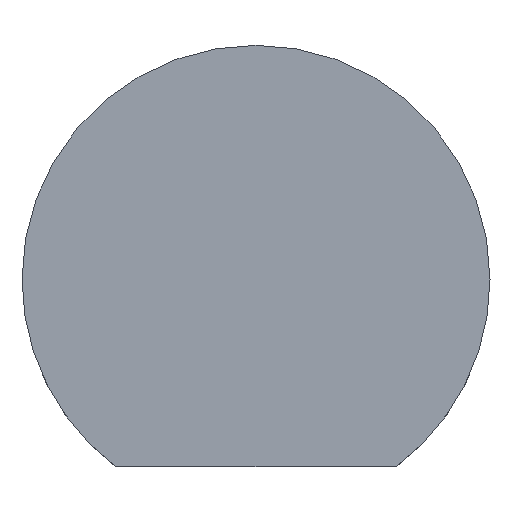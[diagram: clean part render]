
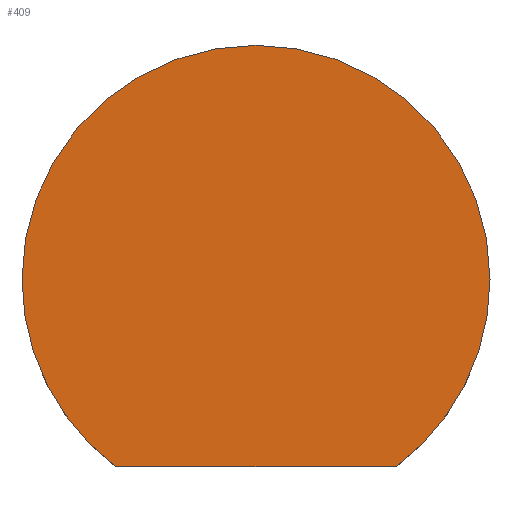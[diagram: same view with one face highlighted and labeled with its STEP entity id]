
A CAD part, top view. The second image highlights one B-rep face of the part: STEP entity #409.
In plain terms, the highlighted planar face has unit normal (0, 0, 1).
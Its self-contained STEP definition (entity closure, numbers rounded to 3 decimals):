
#2 = ORIENTED_EDGE ( 'NONE', *, *, #213, .T. ) ;
#29 = ORIENTED_EDGE ( 'NONE', *, *, #73, .T. ) ;
#31 = EDGE_CURVE ( 'NONE', #218, #328, #192, .T. ) ;
#35 = ORIENTED_EDGE ( 'NONE', *, *, #31, .T. ) ;
#51 = DIRECTION ( 'NONE',  ( 0., 0., 1. ) ) ;
#62 = AXIS2_PLACEMENT_3D ( 'NONE', #237, #200, #504 ) ;
#69 = PLANE ( 'NONE',  #198 ) ;
#73 = EDGE_CURVE ( 'NONE', #328, #465, #119, .T. ) ;
#101 = FACE_OUTER_BOUND ( 'NONE', #460, .T. ) ;
#118 = CARTESIAN_POINT ( 'NONE',  ( 0., 0., 1. ) ) ;
#119 = CIRCLE ( 'NONE', #330, 2.5 ) ;
#125 = DIRECTION ( 'NONE',  ( 0., 0., 1. ) ) ;
#158 = VERTEX_POINT ( 'NONE', #304 ) ;
#160 = ORIENTED_EDGE ( 'NONE', *, *, #264, .T. ) ;
#192 = LINE ( 'NONE', #221, #387 ) ;
#196 = CIRCLE ( 'NONE', #62, 2.5 ) ;
#198 = AXIS2_PLACEMENT_3D ( 'NONE', #118, #357, #317 ) ;
#200 = DIRECTION ( 'NONE',  ( 0., 0., 1. ) ) ;
#213 = EDGE_CURVE ( 'NONE', #465, #158, #501, .T. ) ;
#218 = VERTEX_POINT ( 'NONE', #532 ) ;
#221 = CARTESIAN_POINT ( 'NONE',  ( -1.5, -2., 1. ) ) ;
#235 = AXIS2_PLACEMENT_3D ( 'NONE', #400, #125, #537 ) ;
#237 = CARTESIAN_POINT ( 'NONE',  ( 0., 0., 1. ) ) ;
#264 = EDGE_CURVE ( 'NONE', #158, #218, #196, .T. ) ;
#294 = CARTESIAN_POINT ( 'NONE',  ( 0., 0., 1. ) ) ;
#302 = DIRECTION ( 'NONE',  ( 1., 0., 0. ) ) ;
#304 = CARTESIAN_POINT ( 'NONE',  ( -2.5, 0., 1. ) ) ;
#317 = DIRECTION ( 'NONE',  ( 1., 0., 0. ) ) ;
#328 = VERTEX_POINT ( 'NONE', #482 ) ;
#330 = AXIS2_PLACEMENT_3D ( 'NONE', #294, #51, #332 ) ;
#332 = DIRECTION ( 'NONE',  ( 1., 0., 0. ) ) ;
#357 = DIRECTION ( 'NONE',  ( 0., 0., 1. ) ) ;
#383 = CARTESIAN_POINT ( 'NONE',  ( 2.5, 0., 1. ) ) ;
#387 = VECTOR ( 'NONE', #302, 1000. ) ;
#400 = CARTESIAN_POINT ( 'NONE',  ( 0., 0., 1. ) ) ;
#409 = ADVANCED_FACE ( 'NONE', ( #101 ), #69, .T. ) ;
#460 = EDGE_LOOP ( 'NONE', ( #29, #2, #160, #35 ) ) ;
#465 = VERTEX_POINT ( 'NONE', #383 ) ;
#482 = CARTESIAN_POINT ( 'NONE',  ( 1.5, -2., 1. ) ) ;
#501 = CIRCLE ( 'NONE', #235, 2.5 ) ;
#504 = DIRECTION ( 'NONE',  ( 1., 0., 0. ) ) ;
#532 = CARTESIAN_POINT ( 'NONE',  ( -1.5, -2., 1. ) ) ;
#537 = DIRECTION ( 'NONE',  ( 1., 0., 0. ) ) ;
